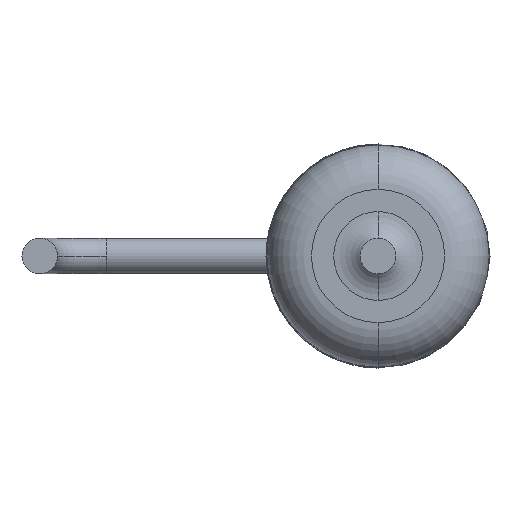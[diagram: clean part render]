
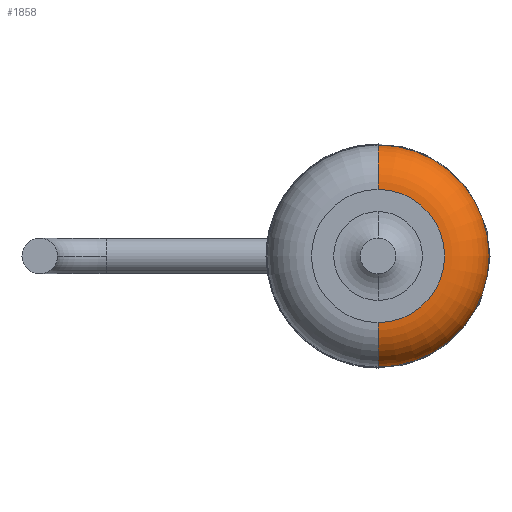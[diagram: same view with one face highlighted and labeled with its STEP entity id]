
A CAD part, front view. The second image highlights one B-rep face of the part: STEP entity #1858.
In plain terms, the highlighted toroidal (fillet/blend) face has major radius 1.5 mm and minor radius 1 mm.
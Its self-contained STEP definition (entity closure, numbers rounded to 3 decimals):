
#23 = AXIS2_PLACEMENT_3D ( 'NONE', #1216, #207, #176 ) ;
#112 = VERTEX_POINT ( 'NONE', #2321 ) ;
#174 = EDGE_CURVE ( 'NONE', #112, #987, #1574, .T. ) ;
#176 = DIRECTION ( 'NONE',  ( 0., 0., 1. ) ) ;
#207 = DIRECTION ( 'NONE',  ( 0., -1., 0. ) ) ;
#231 = CARTESIAN_POINT ( 'NONE',  ( 0., -7.5, -1.5 ) ) ;
#255 = DIRECTION ( 'NONE',  ( 0., 0., 1. ) ) ;
#273 = AXIS2_PLACEMENT_3D ( 'NONE', #1828, #2643, #784 ) ;
#337 = ORIENTED_EDGE ( 'NONE', *, *, #174, .F. ) ;
#345 = VERTEX_POINT ( 'NONE', #2417 ) ;
#455 = CIRCLE ( 'NONE', #23, 1.5 ) ;
#481 = EDGE_LOOP ( 'NONE', ( #842, #2364, #337, #1943 ) ) ;
#661 = CARTESIAN_POINT ( 'NONE',  ( 0., -6.5, 0. ) ) ;
#678 = DIRECTION ( 'NONE',  ( 0., 1., 0. ) ) ;
#784 = DIRECTION ( 'NONE',  ( 0., 0., -1. ) ) ;
#837 = CIRCLE ( 'NONE', #273, 1. ) ;
#842 = ORIENTED_EDGE ( 'NONE', *, *, #2348, .F. ) ;
#917 = CARTESIAN_POINT ( 'NONE',  ( 0., -6.5, -2.5 ) ) ;
#924 = DIRECTION ( 'NONE',  ( 0., 1., 0. ) ) ;
#987 = VERTEX_POINT ( 'NONE', #917 ) ;
#1068 = CARTESIAN_POINT ( 'NONE',  ( 0., -6.5, 1.5 ) ) ;
#1138 = CIRCLE ( 'NONE', #2669, 1. ) ;
#1216 = CARTESIAN_POINT ( 'NONE',  ( 0., -7.5, 0. ) ) ;
#1408 = AXIS2_PLACEMENT_3D ( 'NONE', #1555, #924, #2001 ) ;
#1528 = AXIS2_PLACEMENT_3D ( 'NONE', #661, #678, #255 ) ;
#1555 = CARTESIAN_POINT ( 'NONE',  ( 0., -6.5, 0. ) ) ;
#1574 = CIRCLE ( 'NONE', #1528, 2.5 ) ;
#1676 = DIRECTION ( 'NONE',  ( 0., 0., 1. ) ) ;
#1812 = FACE_OUTER_BOUND ( 'NONE', #481, .T. ) ;
#1828 = CARTESIAN_POINT ( 'NONE',  ( 0., -6.5, -1.5 ) ) ;
#1858 = ADVANCED_FACE ( 'NONE', ( #1812 ), #2499, .T. ) ;
#1899 = DIRECTION ( 'NONE',  ( -1., 0., 0. ) ) ;
#1943 = ORIENTED_EDGE ( 'NONE', *, *, #2211, .F. ) ;
#2001 = DIRECTION ( 'NONE',  ( 0., 0., 1. ) ) ;
#2122 = EDGE_CURVE ( 'NONE', #2522, #987, #837, .T. ) ;
#2211 = EDGE_CURVE ( 'NONE', #345, #112, #1138, .T. ) ;
#2321 = CARTESIAN_POINT ( 'NONE',  ( 0., -6.5, 2.5 ) ) ;
#2348 = EDGE_CURVE ( 'NONE', #2522, #345, #455, .T. ) ;
#2364 = ORIENTED_EDGE ( 'NONE', *, *, #2122, .T. ) ;
#2417 = CARTESIAN_POINT ( 'NONE',  ( 0., -7.5, 1.5 ) ) ;
#2499 = TOROIDAL_SURFACE ( 'NONE', #1408, 1.5, 1. ) ;
#2522 = VERTEX_POINT ( 'NONE', #231 ) ;
#2643 = DIRECTION ( 'NONE',  ( 1., 0., 0. ) ) ;
#2669 = AXIS2_PLACEMENT_3D ( 'NONE', #1068, #1899, #1676 ) ;
